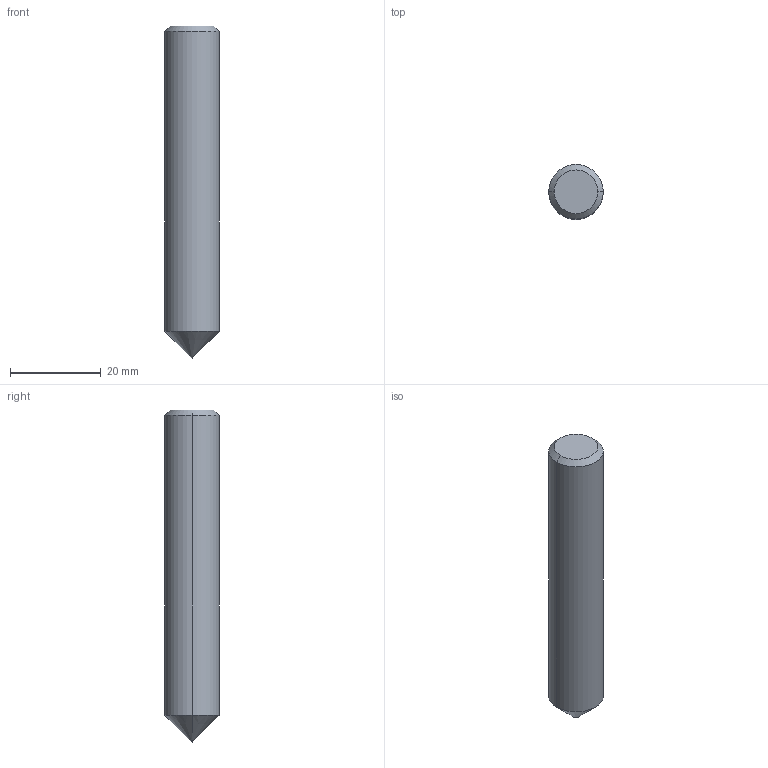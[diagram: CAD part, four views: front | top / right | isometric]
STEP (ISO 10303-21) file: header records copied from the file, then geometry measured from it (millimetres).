
FILE_DESCRIPTION((''),'2;1');
FILE_NAME('607095101-000-00-E43','2018-10-17T',('steckerb'),(''),'PRO/ENGINEER BY PARAMETRIC TECHNOLOGY CORPORATION, 2011220','PRO/ENGINEER BY PARAMETRIC TECHNOLOGY CORPORATION, 2011220','');
FILE_SCHEMA(('AUTOMOTIVE_DESIGN_CC2 { 1 2 10303 214 -1 1 5 2 }'));
Length unit declared in the file: millimetre
Products named in the file (1): 607095101-000-00-E43
Bounding box: 12 x 12 x 73 mm (x, y, z)
Volume: 7793.2 mm3; surface area: 2775.3 mm2
Topology: 1 solids, 1 shells, 9 faces, 32 edges, 28 vertices
Faces by surface type: cone 6, cylinder 2, plane 1
Entity records: 605 total; most frequent: DIRECTION 62, CARTESIAN_POINT 52, PRESENTATION_STYLE_ASSIGNMENT 51, STYLED_ITEM 46, CURVE_STYLE 37, ORIENTED_EDGE 32, COLOUR_RGB 31, VECTOR 22
